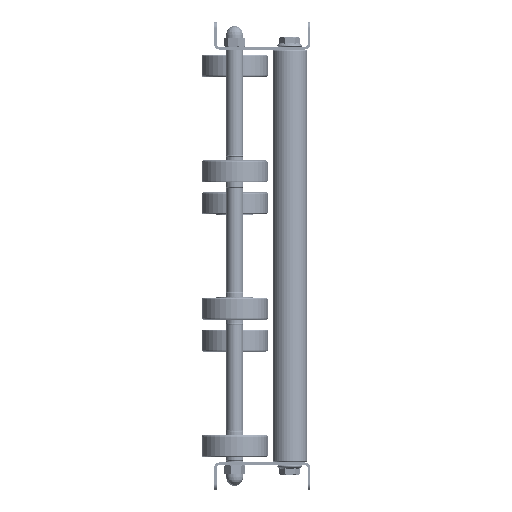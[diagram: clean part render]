
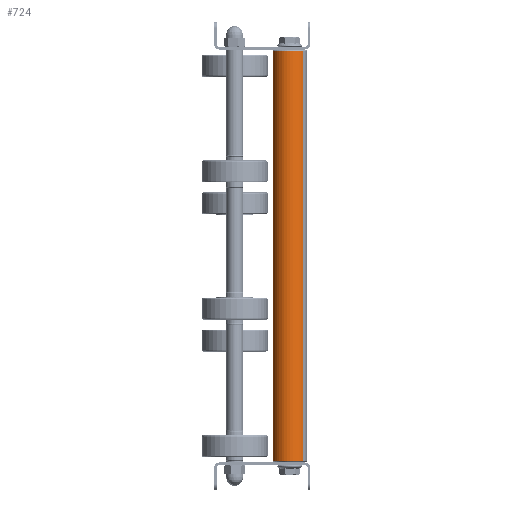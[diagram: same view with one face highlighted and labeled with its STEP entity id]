
A CAD part, left-side view. The second image highlights one B-rep face of the part: STEP entity #724.
In plain terms, the highlighted cylindrical face has radius 12.5 mm (diameter 25 mm), a partial arc.
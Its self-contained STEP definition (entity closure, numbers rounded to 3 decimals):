
#724 = ADVANCED_FACE ( 'NONE', ( #14608 ), #10677, .T. ) ;
#1960 = CARTESIAN_POINT ( 'NONE',  ( 299., 0., 0. ) ) ;
#2005 = LINE ( 'NONE', #13483, #15993 ) ;
#2485 = ORIENTED_EDGE ( 'NONE', *, *, #13752, .T. ) ;
#3158 = LINE ( 'NONE', #20035, #8359 ) ;
#3715 = ORIENTED_EDGE ( 'NONE', *, *, #14525, .T. ) ;
#4030 = ORIENTED_EDGE ( 'NONE', *, *, #19344, .F. ) ;
#4285 = AXIS2_PLACEMENT_3D ( 'NONE', #8562, #23924, #9033 ) ;
#4396 = AXIS2_PLACEMENT_3D ( 'NONE', #23858, #22123, #5106 ) ;
#5106 = DIRECTION ( 'NONE',  ( 0., 0., 1. ) ) ;
#7441 = EDGE_LOOP ( 'NONE', ( #4030, #8665, #3715, #2485 ) ) ;
#7525 = DIRECTION ( 'NONE',  ( 0., 0., -1. ) ) ;
#8359 = VECTOR ( 'NONE', #23867, 1000. ) ;
#8562 = CARTESIAN_POINT ( 'NONE',  ( 1., 0., 0. ) ) ;
#8665 = ORIENTED_EDGE ( 'NONE', *, *, #22053, .T. ) ;
#9033 = DIRECTION ( 'NONE',  ( 0., 0., -1. ) ) ;
#9266 = DIRECTION ( 'NONE',  ( -1., 0., 0. ) ) ;
#9499 = VERTEX_POINT ( 'NONE', #20569 ) ;
#10677 = CYLINDRICAL_SURFACE ( 'NONE', #4396, 12.5 ) ;
#10864 = CARTESIAN_POINT ( 'NONE',  ( 299., 0., 12.5 ) ) ;
#13483 = CARTESIAN_POINT ( 'NONE',  ( 300., 0., -12.5 ) ) ;
#13752 = EDGE_CURVE ( 'NONE', #9499, #18812, #23939, .T. ) ;
#13855 = DIRECTION ( 'NONE',  ( -1., 0., 0. ) ) ;
#14525 = EDGE_CURVE ( 'NONE', #24150, #9499, #3158, .T. ) ;
#14608 = FACE_OUTER_BOUND ( 'NONE', #7441, .T. ) ;
#15964 = AXIS2_PLACEMENT_3D ( 'NONE', #1960, #9266, #7525 ) ;
#15993 = VECTOR ( 'NONE', #13855, 1000. ) ;
#17127 = CIRCLE ( 'NONE', #15964, 12.5 ) ;
#18812 = VERTEX_POINT ( 'NONE', #23781 ) ;
#19344 = EDGE_CURVE ( 'NONE', #19886, #18812, #2005, .T. ) ;
#19886 = VERTEX_POINT ( 'NONE', #20749 ) ;
#20035 = CARTESIAN_POINT ( 'NONE',  ( 300., 0., 12.5 ) ) ;
#20569 = CARTESIAN_POINT ( 'NONE',  ( 1., 0., 12.5 ) ) ;
#20749 = CARTESIAN_POINT ( 'NONE',  ( 299., 0., -12.5 ) ) ;
#22053 = EDGE_CURVE ( 'NONE', #19886, #24150, #17127, .T. ) ;
#22123 = DIRECTION ( 'NONE',  ( -1., 0., 0. ) ) ;
#23781 = CARTESIAN_POINT ( 'NONE',  ( 1., 0., -12.5 ) ) ;
#23858 = CARTESIAN_POINT ( 'NONE',  ( 300., 0., 0. ) ) ;
#23867 = DIRECTION ( 'NONE',  ( -1., 0., 0. ) ) ;
#23924 = DIRECTION ( 'NONE',  ( 1., 0., 0. ) ) ;
#23939 = CIRCLE ( 'NONE', #4285, 12.5 ) ;
#24150 = VERTEX_POINT ( 'NONE', #10864 ) ;
